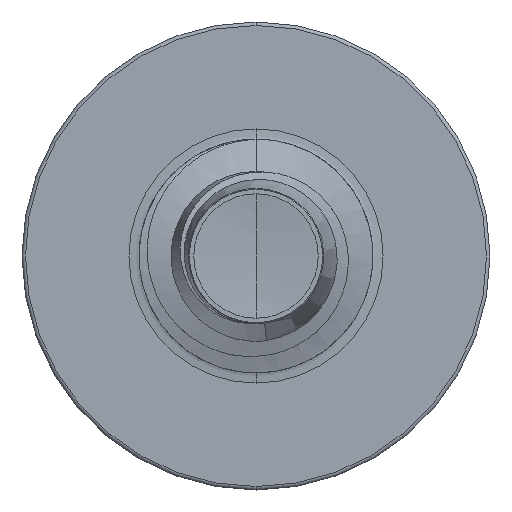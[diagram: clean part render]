
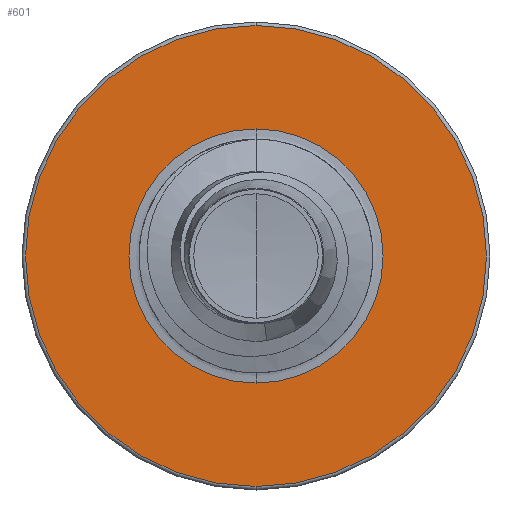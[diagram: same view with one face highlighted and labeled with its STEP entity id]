
A CAD part, front view. The second image highlights one B-rep face of the part: STEP entity #601.
In plain terms, the highlighted planar face has unit normal (0, -1, 0).
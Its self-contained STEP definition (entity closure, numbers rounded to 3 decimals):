
#388 = CIRCLE ( 'NONE', #7898, 1.97 ) ;
#391 = EDGE_CURVE ( 'NONE', #5681, #8225, #6429, .T. ) ;
#601 = ADVANCED_FACE ( 'NONE', ( #8013, #1717 ), #5333, .F. ) ;
#746 = EDGE_CURVE ( 'NONE', #5713, #7748, #388, .T. ) ;
#1237 = EDGE_CURVE ( 'NONE', #7748, #5713, #11630, .T. ) ;
#1717 = FACE_BOUND ( 'NONE', #6442, .T. ) ;
#1830 = ORIENTED_EDGE ( 'NONE', *, *, #746, .F. ) ;
#2155 = CIRCLE ( 'NONE', #12523, 1.086 ) ;
#3896 = DIRECTION ( 'NONE',  ( 0., 1., 0. ) ) ;
#3931 = CARTESIAN_POINT ( 'NONE',  ( 0., 3., 0. ) ) ;
#3988 = DIRECTION ( 'NONE',  ( 0., 0., 1. ) ) ;
#4127 = AXIS2_PLACEMENT_3D ( 'NONE', #9180, #9301, #10773 ) ;
#4622 = DIRECTION ( 'NONE',  ( 0., 1., 0. ) ) ;
#4635 = CARTESIAN_POINT ( 'NONE',  ( 0., 3., 0. ) ) ;
#5331 = ORIENTED_EDGE ( 'NONE', *, *, #1237, .F. ) ;
#5333 = PLANE ( 'NONE',  #12586 ) ;
#5361 = CARTESIAN_POINT ( 'NONE',  ( 0., 3., -1.086 ) ) ;
#5651 = DIRECTION ( 'NONE',  ( 0., 0., 1. ) ) ;
#5656 = DIRECTION ( 'NONE',  ( 0., 1., 0. ) ) ;
#5681 = VERTEX_POINT ( 'NONE', #9268 ) ;
#5713 = VERTEX_POINT ( 'NONE', #9136 ) ;
#6037 = DIRECTION ( 'NONE',  ( 0., 0., 1. ) ) ;
#6429 = CIRCLE ( 'NONE', #4127, 1.086 ) ;
#6442 = EDGE_LOOP ( 'NONE', ( #10861, #12462 ) ) ;
#6453 = DIRECTION ( 'NONE',  ( 0., 0., 1. ) ) ;
#6455 = DIRECTION ( 'NONE',  ( 0., 1., 0. ) ) ;
#6487 = CARTESIAN_POINT ( 'NONE',  ( 0., 3., 0. ) ) ;
#7748 = VERTEX_POINT ( 'NONE', #10737 ) ;
#7898 = AXIS2_PLACEMENT_3D ( 'NONE', #3931, #3896, #3988 ) ;
#8013 = FACE_OUTER_BOUND ( 'NONE', #11546, .T. ) ;
#8225 = VERTEX_POINT ( 'NONE', #8818 ) ;
#8818 = CARTESIAN_POINT ( 'NONE',  ( 0., 3., 1.086 ) ) ;
#9136 = CARTESIAN_POINT ( 'NONE',  ( 0., 3., 1.97 ) ) ;
#9180 = CARTESIAN_POINT ( 'NONE',  ( 0., 3., 0. ) ) ;
#9268 = CARTESIAN_POINT ( 'NONE',  ( 0., 3., -1.086 ) ) ;
#9301 = DIRECTION ( 'NONE',  ( 0., 1., 0. ) ) ;
#9308 = EDGE_CURVE ( 'NONE', #8225, #5681, #2155, .T. ) ;
#9392 = AXIS2_PLACEMENT_3D ( 'NONE', #4635, #4622, #6037 ) ;
#10737 = CARTESIAN_POINT ( 'NONE',  ( 0., 3., -1.97 ) ) ;
#10773 = DIRECTION ( 'NONE',  ( 0., 0., 1. ) ) ;
#10861 = ORIENTED_EDGE ( 'NONE', *, *, #9308, .T. ) ;
#11546 = EDGE_LOOP ( 'NONE', ( #1830, #5331 ) ) ;
#11630 = CIRCLE ( 'NONE', #9392, 1.97 ) ;
#12462 = ORIENTED_EDGE ( 'NONE', *, *, #391, .T. ) ;
#12523 = AXIS2_PLACEMENT_3D ( 'NONE', #6487, #6455, #6453 ) ;
#12586 = AXIS2_PLACEMENT_3D ( 'NONE', #5361, #5656, #5651 ) ;
